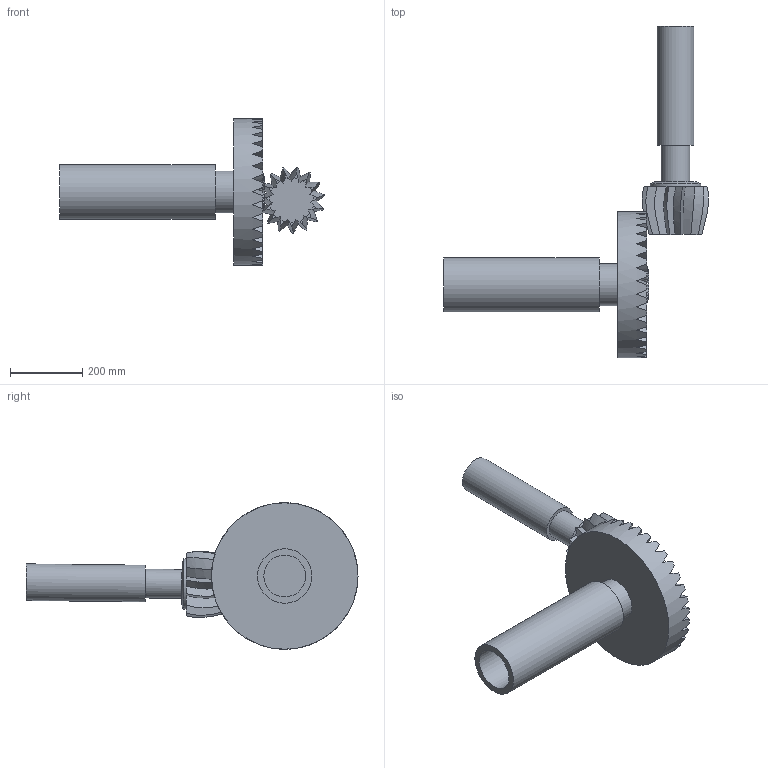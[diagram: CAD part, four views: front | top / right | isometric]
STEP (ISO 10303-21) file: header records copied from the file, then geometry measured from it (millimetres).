
FILE_DESCRIPTION(/* description */ (''),/* implementation_level */ '2;1');
FILE_NAME(/* name */ '226f4b53-772d-4ebb-9054-17921e0d440e.stp',/* time_stamp */ '2025-12-04T01:08:24Z',/* author */ (''),/* organization */ (''),/* preprocessor_version */ 'ST-DEVELOPER v20.1',/* originating_system */ 'Autodesk Translation Framework v14.21.0.0',/* authorisation */ '');
FILE_SCHEMA (('AUTOMOTIVE_DESIGN { 1 0 10303 214 3 1 1 }'));
Length unit declared in the file: inch
Products named in the file (6): differential; pinionGear; ringGear; ringGearShaft; ringGearShaftAttachment; pinionGearShaftAttachment
Assembly tree (5 placements, depth 3):
  differential
    pinionGear
    ringGear
      ringGearShaft
    ringGearShaftAttachment
    pinionGearShaftAttachment
Bounding box: 734.96 x 920.88 x 406.4 mm (x, y, z)
Volume: 19249863.2 mm3; surface area: 1459270.3 mm2
Topology: 6 solids, 6 shells, 373 faces, 1016 edges, 656 vertices
Faces by surface type: plane 198, bspline 100, cylinder 42, cone 33
Full cylindrical faces by diameter (mm): 50.8 x1, 80.01 x2, 101.6 x1, 116.103 x1, 116.114 x2, 140.97 x1, 150.949 x1, 177.8 x1, 243.84 x1, 406.4 x1
Entity records: 15680 total; most frequent: CARTESIAN_POINT 7476, ORIENTED_EDGE 2032, DIRECTION 1251, EDGE_CURVE 1016, VERTEX_POINT 656, AXIS2_PLACEMENT_3D 528, B_SPLINE_CURVE_WITH_KNOTS 426, EDGE_LOOP 380
